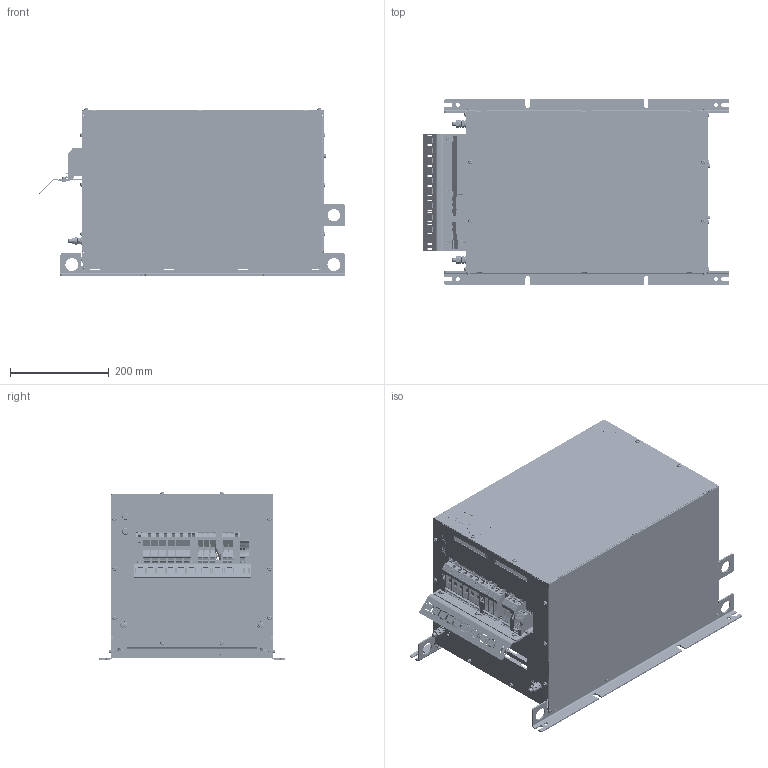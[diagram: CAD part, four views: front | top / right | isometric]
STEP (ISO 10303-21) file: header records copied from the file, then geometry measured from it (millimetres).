
FILE_DESCRIPTION(/* description */ (''),/* implementation_level */ '2;1');
FILE_NAME(/* name */ 'X4_3 IP20 if.stp',/* time_stamp */ '2019-01-11T09:23:40+01:00',/* author */ ('f.rambuscheck'),/* organization */ (''),/* preprocessor_version */ 'ST-DEVELOPER v17',/* originating_system */ 'Autodesk Inventor 2018',/* authorisation */ '');
FILE_SCHEMA (('AUTOMOTIVE_DESIGN { 1 0 10303 214 3 1 1 }'));
Products named in the file (1): X4_3 IP20 if
Bounding box: 621 x 378 x 338.5 mm (x, y, z)
Volume: 2518743.9 mm3; surface area: 2262388.7 mm2
Topology: 3 solids, 40 shells, 13169 faces, 36665 edges, 24039 vertices
Faces by surface type: plane 8216, cylinder 3179, bspline 1350, cone 238, torus 166, sphere 20
Full cylindrical faces by diameter (mm): 2 x4, 2.459 x5, 3.242 x20, 3.95 x3, 4 x24, 4.134 x4, 4.25 x12, 4.3 x12, 4.5 x26, 5 x50, 5.5 x12, 5.6 x1, 6.2 x2, 6.6 x1, 6.8 x15, 7 x11, 7.323 x8, 8 x22, 8.2 x4, 8.25 x12, 8.4 x18, 8.5 x37, 9 x4, 9.4 x3, 11 x2, 11.4 x9, 12 x2, 13 x2, 16 x16, 25 x2
Entity records: 467322 total; most frequent: CARTESIAN_POINT 119486, ORIENTED_EDGE 73242, DIRECTION 65526, EDGE_CURVE 36621, LINE 24814, VECTOR 24814, VERTEX_POINT 24039, AXIS2_PLACEMENT_3D 20356
